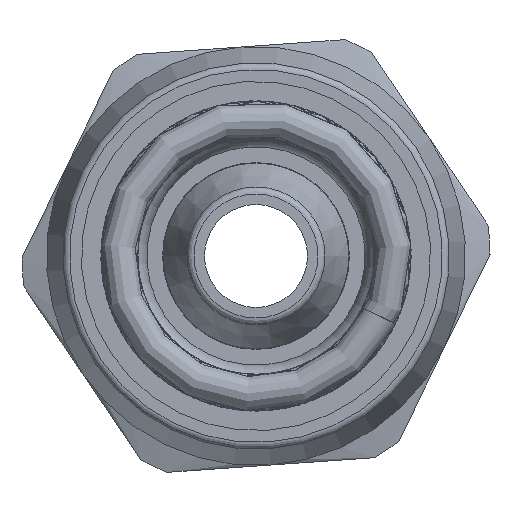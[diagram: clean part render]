
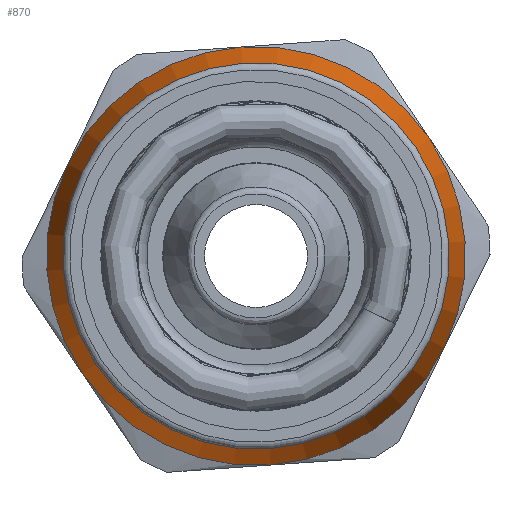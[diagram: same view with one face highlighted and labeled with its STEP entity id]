
A CAD part, left-side view. The second image highlights one B-rep face of the part: STEP entity #870.
In plain terms, the highlighted conical face has half-angle 15 degrees and reference radius 5.745 mm.
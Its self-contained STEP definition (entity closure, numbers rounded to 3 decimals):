
#828=CARTESIAN_POINT('',(17.852,5.531,0.));
#829=VERTEX_POINT('',#828);
#830=CARTESIAN_POINT('',(17.852,0.0,0.));
#831=DIRECTION('',(1.0,0.0,0.0));
#832=DIRECTION('',(0.0,-1.0,0.0));
#833=AXIS2_PLACEMENT_3D('',#830,#831,#832);
#834=CIRCLE('',#833,5.531);
#835=EDGE_CURVE('',#829,#829,#834,.T.);
#851=CARTESIAN_POINT('',(17.05,0.0,0.0));
#852=DIRECTION('',(-1.0,0.0,0.0));
#853=DIRECTION('',(0.0,1.0,0.0));
#854=AXIS2_PLACEMENT_3D('',#851,#852,#853);
#855=CONICAL_SURFACE('',#854,5.745,15.);
#856=CARTESIAN_POINT('',(16.1,6.,0.0));
#857=VERTEX_POINT('',#856);
#858=CARTESIAN_POINT('',(16.1,0.0,0.0));
#859=DIRECTION('',(1.0,0.0,0.0));
#860=DIRECTION('',(0.0,1.0,0.0));
#861=AXIS2_PLACEMENT_3D('',#858,#859,#860);
#862=CIRCLE('',#861,6.);
#863=EDGE_CURVE('',#857,#857,#862,.T.);
#864=ORIENTED_EDGE('',*,*,#863,.T.);
#865=EDGE_LOOP('',(#864));
#866=FACE_OUTER_BOUND('',#865,.T.);
#867=ORIENTED_EDGE('',*,*,#835,.F.);
#868=EDGE_LOOP('',(#867));
#869=FACE_BOUND('',#868,.T.);
#870=ADVANCED_FACE('',(#866,#869),#855,.T.);
